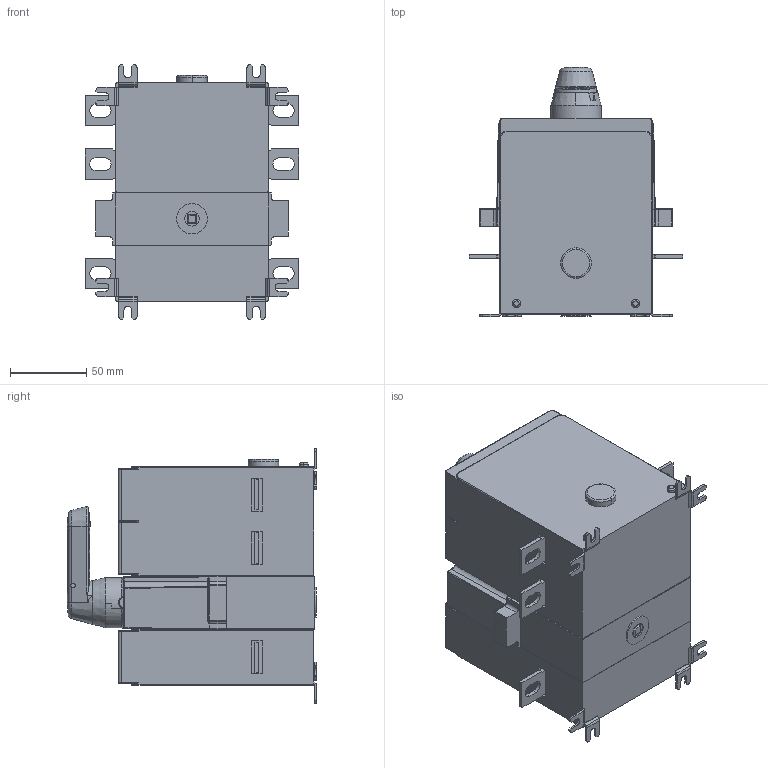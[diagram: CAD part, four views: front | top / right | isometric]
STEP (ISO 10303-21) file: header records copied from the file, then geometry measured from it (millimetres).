
FILE_DESCRIPTION((''),'2;1');
FILE_NAME('ASM0003_SW0001','2024-07-30T10:04:56',('FIRARAN'),(''),'CREO PARAMETRIC BY PTC INC, 2022364','CREO PARAMETRIC BY PTC INC, 2022364','');
FILE_SCHEMA(('AUTOMOTIVE_DESIGN { 1 0 10303 214 1 1 1 1 }'));
Length unit declared in the file: millimetre
Products named in the file (1): ASM0003_SW0001
Bounding box: 140.01 x 163.51 x 167.01 mm (x, y, z)
Volume: 1863466 mm3; surface area: 137240.6 mm2
Topology: 1 solids, 1 shells, 1020 faces, 2684 edges, 1652 vertices
Faces by surface type: plane 545, cylinder 297, bspline 51, sphere 51, torus 48, cone 15, extrusion 13
Entity records: 44429 total; most frequent: CARTESIAN_POINT 12153, ORIENTED_EDGE 5268, DIRECTION 4867, EDGE_CURVE 2634, VECTOR 1696, LINE 1683, VERTEX_POINT 1652, AXIS2_PLACEMENT_3D 1584
